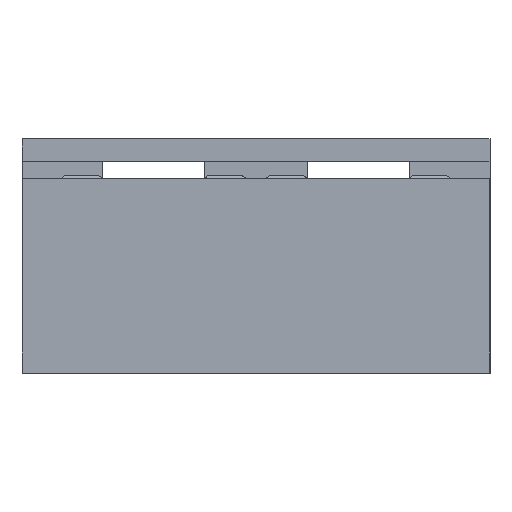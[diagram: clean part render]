
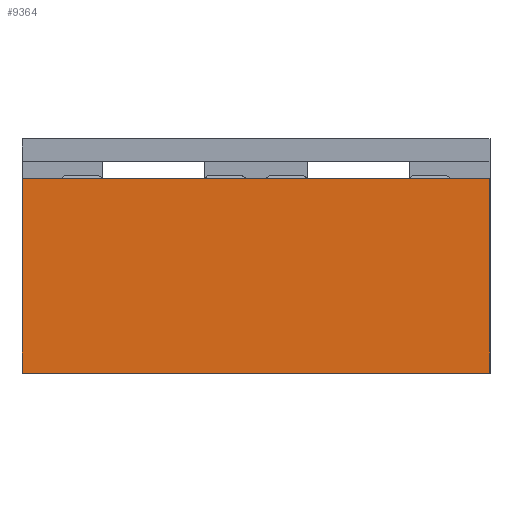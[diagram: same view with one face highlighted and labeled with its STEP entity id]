
A CAD part, left-side view. The second image highlights one B-rep face of the part: STEP entity #9364.
In plain terms, the highlighted planar face has unit normal (-1, 0, 0).
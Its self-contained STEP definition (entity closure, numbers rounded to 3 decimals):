
#713=DIRECTION('',(0.,0.,1.));
#714=VECTOR('',#713,13.32);
#715=CARTESIAN_POINT('',(-17.51,-0.01,-0.01));
#716=LINE('',#715,#714);
#813=DIRECTION('',(0.,0.,1.));
#814=VECTOR('',#813,13.32);
#815=CARTESIAN_POINT('',(-17.51,32.01,-0.01));
#816=LINE('',#815,#814);
#4253=DIRECTION('',(0.,1.,0.));
#4254=VECTOR('',#4253,32.02);
#4255=CARTESIAN_POINT('',(-17.51,-0.01,13.31));
#4256=LINE('',#4255,#4254);
#4257=DIRECTION('',(0.,1.,0.));
#4258=VECTOR('',#4257,32.02);
#4259=CARTESIAN_POINT('',(-17.51,-0.01,-0.01));
#4260=LINE('',#4259,#4258);
#4364=CARTESIAN_POINT('',(-17.51,-0.01,-0.01));
#4365=VERTEX_POINT('',#4364);
#4366=CARTESIAN_POINT('',(-17.51,-0.01,13.31));
#4367=VERTEX_POINT('',#4366);
#4418=CARTESIAN_POINT('',(-17.51,32.01,-0.01));
#4419=VERTEX_POINT('',#4418);
#4420=CARTESIAN_POINT('',(-17.51,32.01,13.31));
#4421=VERTEX_POINT('',#4420);
#9352=CARTESIAN_POINT('',(-17.51,0.,0.));
#9353=DIRECTION('',(-1.,0.,0.));
#9354=DIRECTION('',(0.,0.,1.));
#9355=AXIS2_PLACEMENT_3D('',#9352,#9353,#9354);
#9356=PLANE('',#9355);
#9357=ORIENTED_EDGE('',*,*,#6108,.F.);
#9359=ORIENTED_EDGE('',*,*,#9358,.T.);
#9360=ORIENTED_EDGE('',*,*,#6176,.T.);
#9361=ORIENTED_EDGE('',*,*,#9345,.F.);
#9362=EDGE_LOOP('',(#9357,#9359,#9360,#9361));
#9363=FACE_OUTER_BOUND('',#9362,.F.);
#9364=ADVANCED_FACE('',(#9363),#9356,.T.);
#6108=EDGE_CURVE('',#4365,#4367,#716,.T.);
#6176=EDGE_CURVE('',#4419,#4421,#816,.T.);
#9345=EDGE_CURVE('',#4367,#4421,#4256,.T.);
#9358=EDGE_CURVE('',#4365,#4419,#4260,.T.);
